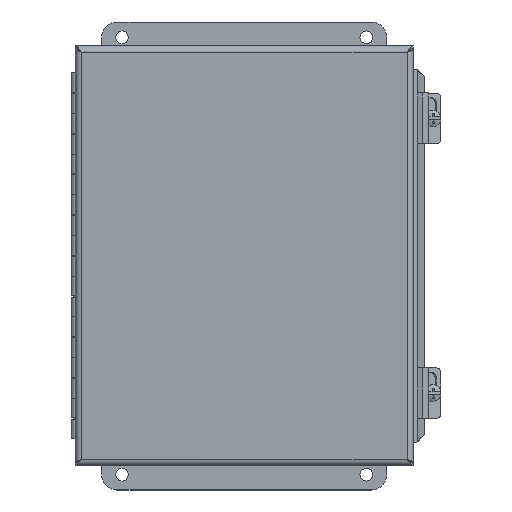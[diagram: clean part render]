
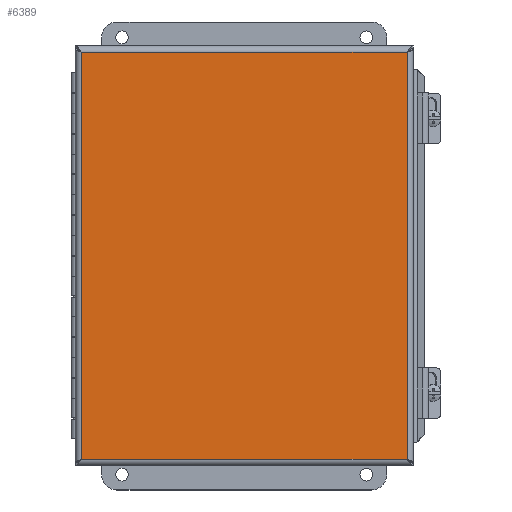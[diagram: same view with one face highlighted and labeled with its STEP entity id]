
A CAD part, top view. The second image highlights one B-rep face of the part: STEP entity #6389.
In plain terms, the highlighted face is planar.
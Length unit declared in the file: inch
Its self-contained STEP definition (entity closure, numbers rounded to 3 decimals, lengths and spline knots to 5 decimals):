
#624=PLANE('',#7048);
#914=FACE_OUTER_BOUND('',#1306,.T.);
#1306=EDGE_LOOP('',(#5185,#5186,#5187,#5188));
#1896=LINE('',#10821,#2462);
#1922=LINE('',#11056,#2488);
#1942=LINE('',#11154,#2508);
#1943=LINE('',#11157,#2509);
#2462=VECTOR('',#8257,0.3937);
#2488=VECTOR('',#8309,0.3937);
#2508=VECTOR('',#8369,0.3937);
#2509=VECTOR('',#8374,0.3937);
#2929=VERTEX_POINT('',#10601);
#2952=VERTEX_POINT('',#10733);
#2959=VERTEX_POINT('',#10820);
#2963=VERTEX_POINT('',#10957);
#3688=EDGE_CURVE('',#2959,#2952,#1896,.T.);
#3726=EDGE_CURVE('',#2929,#2963,#1922,.T.);
#3753=EDGE_CURVE('',#2952,#2929,#1942,.T.);
#3754=EDGE_CURVE('',#2963,#2959,#1943,.T.);
#5185=ORIENTED_EDGE('',*,*,#3688,.T.);
#5186=ORIENTED_EDGE('',*,*,#3753,.T.);
#5187=ORIENTED_EDGE('',*,*,#3726,.T.);
#5188=ORIENTED_EDGE('',*,*,#3754,.T.);
#6389=ADVANCED_FACE('',(#914),#624,.F.);
#7048=AXIS2_PLACEMENT_3D('',#11158,#8375,#8376);
#8257=DIRECTION('',(0.,-1.,0.));
#8309=DIRECTION('',(0.,1.,0.));
#8369=DIRECTION('',(-1.,0.,0.));
#8374=DIRECTION('',(1.,0.,0.));
#8375=DIRECTION('center_axis',(0.,0.,1.));
#8376=DIRECTION('ref_axis',(1.,0.,0.));
#10601=CARTESIAN_POINT('',(0.15275,0.15275,0.));
#10733=CARTESIAN_POINT('',(8.15725,0.15275,0.));
#10820=CARTESIAN_POINT('',(8.15725,10.15975,0.));
#10821=CARTESIAN_POINT('',(8.15725,7.658,0.));
#10957=CARTESIAN_POINT('',(0.15275,10.15975,0.));
#11056=CARTESIAN_POINT('',(0.15275,2.6545,0.));
#11154=CARTESIAN_POINT('',(6.15613,0.15275,0.));
#11157=CARTESIAN_POINT('',(2.15388,10.15975,0.));
#11158=CARTESIAN_POINT('Origin',(4.155,5.15625,0.));
